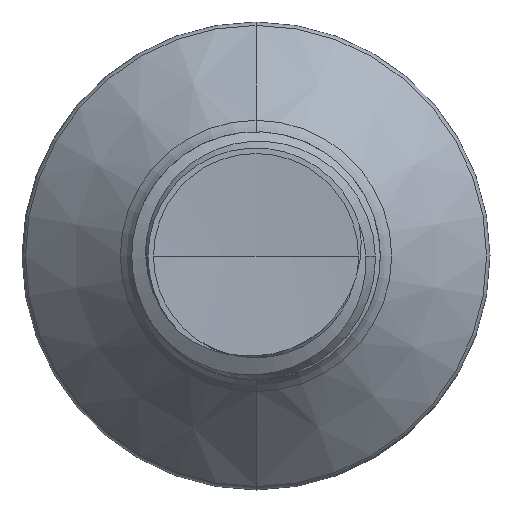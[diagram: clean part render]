
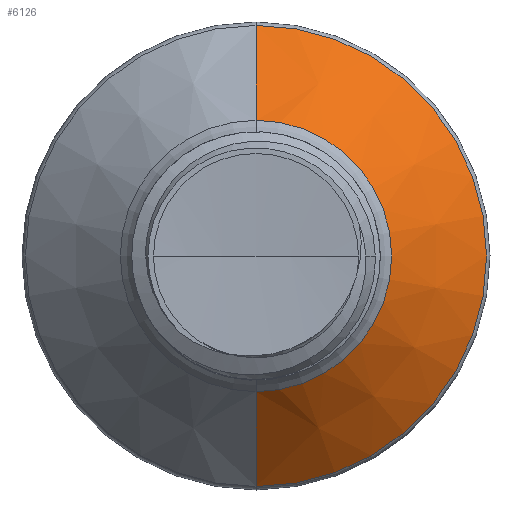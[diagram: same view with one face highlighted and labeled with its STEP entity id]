
A CAD part, front view. The second image highlights one B-rep face of the part: STEP entity #6126.
In plain terms, the highlighted conical face has half-angle 45 degrees and reference radius 3.276 mm.
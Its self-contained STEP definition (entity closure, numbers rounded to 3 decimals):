
#161 = CARTESIAN_POINT ( 'NONE',  ( 0., 4.607, -3.276 ) ) ;
#166 = DIRECTION ( 'NONE',  ( 0., 0.707, -0.707 ) ) ;
#363 = DIRECTION ( 'NONE',  ( 0., 0.707, 0.707 ) ) ;
#1129 = ORIENTED_EDGE ( 'NONE', *, *, #8174, .F. ) ;
#1989 = CONICAL_SURFACE ( 'NONE', #12481, 3.276, 0.785 ) ;
#2529 = VERTEX_POINT ( 'NONE', #9024 ) ;
#2861 = AXIS2_PLACEMENT_3D ( 'NONE', #9140, #9122, #9106 ) ;
#3174 = DIRECTION ( 'NONE',  ( 0., 1., 0. ) ) ;
#3220 = CARTESIAN_POINT ( 'NONE',  ( 0., 4.607, 0. ) ) ;
#3244 = DIRECTION ( 'NONE',  ( 0., 0., 1. ) ) ;
#3714 = CARTESIAN_POINT ( 'NONE',  ( 0., 4.607, -3.276 ) ) ;
#3927 = DIRECTION ( 'NONE',  ( 0., 0., 1. ) ) ;
#3944 = DIRECTION ( 'NONE',  ( 0., 1., 0. ) ) ;
#3959 = CARTESIAN_POINT ( 'NONE',  ( 0., 6.899, 0. ) ) ;
#4225 = VERTEX_POINT ( 'NONE', #7382 ) ;
#4779 = VECTOR ( 'NONE', #363, 1000. ) ;
#5049 = ORIENTED_EDGE ( 'NONE', *, *, #8966, .T. ) ;
#5686 = EDGE_LOOP ( 'NONE', ( #7495, #5049, #1129, #9212 ) ) ;
#6126 = ADVANCED_FACE ( 'NONE', ( #11150 ), #1989, .T. ) ;
#6195 = CARTESIAN_POINT ( 'NONE',  ( 0., 6.899, 5.567 ) ) ;
#6217 = VECTOR ( 'NONE', #166, 1000. ) ;
#6588 = EDGE_CURVE ( 'NONE', #2529, #6893, #12634, .T. ) ;
#6893 = VERTEX_POINT ( 'NONE', #6195 ) ;
#7016 = LINE ( 'NONE', #161, #6217 ) ;
#7382 = CARTESIAN_POINT ( 'NONE',  ( 0., 6.899, -5.567 ) ) ;
#7495 = ORIENTED_EDGE ( 'NONE', *, *, #9623, .T. ) ;
#8174 = EDGE_CURVE ( 'NONE', #6893, #4225, #8498, .T. ) ;
#8498 = CIRCLE ( 'NONE', #10354, 5.567 ) ;
#8966 = EDGE_CURVE ( 'NONE', #12765, #4225, #7016, .T. ) ;
#9024 = CARTESIAN_POINT ( 'NONE',  ( 0., 4.607, 3.276 ) ) ;
#9106 = DIRECTION ( 'NONE',  ( 0., 0., 1. ) ) ;
#9122 = DIRECTION ( 'NONE',  ( 0., 1., 0. ) ) ;
#9140 = CARTESIAN_POINT ( 'NONE',  ( 0., 4.607, 0. ) ) ;
#9212 = ORIENTED_EDGE ( 'NONE', *, *, #6588, .F. ) ;
#9623 = EDGE_CURVE ( 'NONE', #2529, #12765, #10436, .T. ) ;
#10354 = AXIS2_PLACEMENT_3D ( 'NONE', #3959, #3944, #3927 ) ;
#10436 = CIRCLE ( 'NONE', #2861, 3.276 ) ;
#11150 = FACE_OUTER_BOUND ( 'NONE', #5686, .T. ) ;
#12481 = AXIS2_PLACEMENT_3D ( 'NONE', #3220, #3174, #3244 ) ;
#12634 = LINE ( 'NONE', #12783, #4779 ) ;
#12765 = VERTEX_POINT ( 'NONE', #3714 ) ;
#12783 = CARTESIAN_POINT ( 'NONE',  ( 0., 4.607, 3.276 ) ) ;
